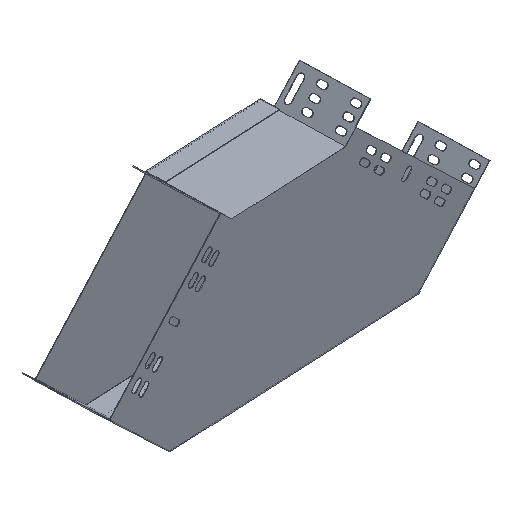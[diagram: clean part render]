
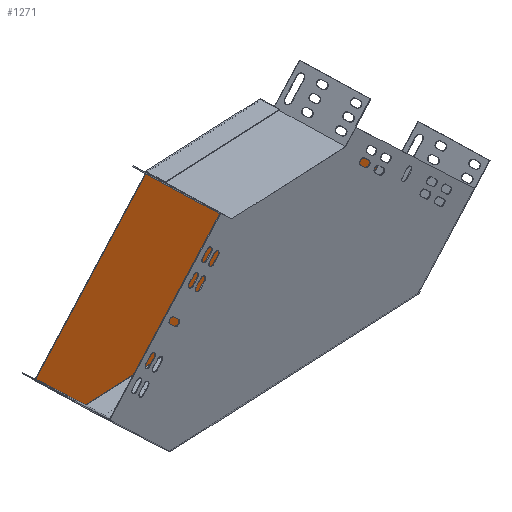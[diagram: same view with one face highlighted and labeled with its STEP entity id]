
A CAD part, isometric view. The second image highlights one B-rep face of the part: STEP entity #1271.
In plain terms, the highlighted planar face has unit normal (0.022, -1, 0.006).
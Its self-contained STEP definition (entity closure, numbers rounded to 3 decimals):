
#38 = LINE ( 'NONE', #887, #4788 ) ;
#148 = ORIENTED_EDGE ( 'NONE', *, *, #4984, .F. ) ;
#203 = CARTESIAN_POINT ( 'NONE',  ( 36.985, 108.885, 78.002 ) ) ;
#219 = DIRECTION ( 'NONE',  ( 0.726, 0.011, -0.688 ) ) ;
#288 = VECTOR ( 'NONE', #2378, 1000. ) ;
#353 = DIRECTION ( 'NONE',  ( -0.027, 0.006, 1. ) ) ;
#466 = CARTESIAN_POINT ( 'NONE',  ( -108.93, 106.592, 216.735 ) ) ;
#481 = CARTESIAN_POINT ( 'NONE',  ( 36.985, 108.885, 78.002 ) ) ;
#490 = VERTEX_POINT ( 'NONE', #4244 ) ;
#680 = DIRECTION ( 'NONE',  ( 0.999, 0.022, 0.027 ) ) ;
#701 = ORIENTED_EDGE ( 'NONE', *, *, #2708, .F. ) ;
#786 = CARTESIAN_POINT ( 'NONE',  ( -108.917, 106.589, 216.235 ) ) ;
#887 = CARTESIAN_POINT ( 'NONE',  ( -250.252, 103.487, 212.414 ) ) ;
#898 = VECTOR ( 'NONE', #353, 1000. ) ;
#1165 = VECTOR ( 'NONE', #680, 1000. ) ;
#1173 = VECTOR ( 'NONE', #6337, 1000. ) ;
#1250 = VERTEX_POINT ( 'NONE', #466 ) ;
#1271 = ADVANCED_FACE ( 'NONE', ( #7355 ), #2979, .T. ) ;
#1282 = ORIENTED_EDGE ( 'NONE', *, *, #3837, .T. ) ;
#1385 = CARTESIAN_POINT ( 'NONE',  ( -388.435, 99.547, 66.499 ) ) ;
#1414 = LINE ( 'NONE', #2253, #7879 ) ;
#1499 = ORIENTED_EDGE ( 'NONE', *, *, #4486, .F. ) ;
#1527 = LINE ( 'NONE', #5063, #4643 ) ;
#1748 = CARTESIAN_POINT ( 'NONE',  ( -250.266, 103.49, 212.913 ) ) ;
#1933 = CARTESIAN_POINT ( 'NONE',  ( -388.421, 99.544, 65.999 ) ) ;
#2014 = CARTESIAN_POINT ( 'NONE',  ( 36.999, 108.883, 77.503 ) ) ;
#2059 = VERTEX_POINT ( 'NONE', #3334 ) ;
#2253 = CARTESIAN_POINT ( 'NONE',  ( -250.266, 103.49, 212.913 ) ) ;
#2378 = DIRECTION ( 'NONE',  ( -0.999, -0.022, -0.027 ) ) ;
#2565 = ORIENTED_EDGE ( 'NONE', *, *, #3229, .T. ) ;
#2708 = EDGE_CURVE ( 'NONE', #5518, #3433, #4411, .T. ) ;
#2979 = PLANE ( 'NONE',  #4474 ) ;
#2995 = LINE ( 'NONE', #786, #7796 ) ;
#3016 = DIRECTION ( 'NONE',  ( 0.022, -1., 0.006 ) ) ;
#3100 = ORIENTED_EDGE ( 'NONE', *, *, #6499, .F. ) ;
#3229 = EDGE_CURVE ( 'NONE', #5518, #5276, #5998, .T. ) ;
#3334 = CARTESIAN_POINT ( 'NONE',  ( -250.266, 103.49, 212.913 ) ) ;
#3433 = VERTEX_POINT ( 'NONE', #1385 ) ;
#3605 = CARTESIAN_POINT ( 'NONE',  ( -388.421, 99.544, 65.999 ) ) ;
#3681 = ORIENTED_EDGE ( 'NONE', *, *, #6934, .T. ) ;
#3833 = EDGE_LOOP ( 'NONE', ( #148, #701, #2565, #1282, #1499, #4415, #7537, #3100, #3681, #4059 ) ) ;
#3837 = EDGE_CURVE ( 'NONE', #5276, #490, #7668, .T. ) ;
#3999 = VERTEX_POINT ( 'NONE', #203 ) ;
#4059 = ORIENTED_EDGE ( 'NONE', *, *, #6620, .T. ) ;
#4075 = CARTESIAN_POINT ( 'NONE',  ( -388.421, 99.544, 65.999 ) ) ;
#4147 = VECTOR ( 'NONE', #4832, 1000. ) ;
#4244 = CARTESIAN_POINT ( 'NONE',  ( -20.238, 107.251, 17.063 ) ) ;
#4411 = LINE ( 'NONE', #4075, #898 ) ;
#4415 = ORIENTED_EDGE ( 'NONE', *, *, #6668, .F. ) ;
#4474 = AXIS2_PLACEMENT_3D ( 'NONE', #481, #3016, #7430 ) ;
#4486 = EDGE_CURVE ( 'NONE', #7098, #490, #5983, .T. ) ;
#4643 = VECTOR ( 'NONE', #5712, 1000. ) ;
#4788 = VECTOR ( 'NONE', #7821, 1000. ) ;
#4832 = DIRECTION ( 'NONE',  ( 0.027, -0.006, -1. ) ) ;
#4836 = VERTEX_POINT ( 'NONE', #5098 ) ;
#4984 = EDGE_CURVE ( 'NONE', #3433, #7352, #38, .T. ) ;
#5047 = CARTESIAN_POINT ( 'NONE',  ( -20.238, 107.251, 17.063 ) ) ;
#5063 = CARTESIAN_POINT ( 'NONE',  ( -108.93, 106.592, 216.735 ) ) ;
#5098 = CARTESIAN_POINT ( 'NONE',  ( -108.917, 106.589, 216.235 ) ) ;
#5115 = CARTESIAN_POINT ( 'NONE',  ( 36.999, 108.883, 77.503 ) ) ;
#5276 = VERTEX_POINT ( 'NONE', #6497 ) ;
#5518 = VERTEX_POINT ( 'NONE', #3605 ) ;
#5712 = DIRECTION ( 'NONE',  ( 0.027, -0.006, -1. ) ) ;
#5760 = DIRECTION ( 'NONE',  ( -0.687, -0.02, -0.726 ) ) ;
#5832 = LINE ( 'NONE', #7387, #4147 ) ;
#5983 = LINE ( 'NONE', #2014, #7495 ) ;
#5998 = LINE ( 'NONE', #1933, #1173 ) ;
#6039 = DIRECTION ( 'NONE',  ( 0.027, -0.006, -1. ) ) ;
#6337 = DIRECTION ( 'NONE',  ( 0.726, 0.011, -0.688 ) ) ;
#6497 = CARTESIAN_POINT ( 'NONE',  ( -327.987, 100.495, 8.741 ) ) ;
#6499 = EDGE_CURVE ( 'NONE', #1250, #4836, #1527, .T. ) ;
#6620 = EDGE_CURVE ( 'NONE', #2059, #7352, #1414, .T. ) ;
#6668 = EDGE_CURVE ( 'NONE', #3999, #7098, #5832, .T. ) ;
#6934 = EDGE_CURVE ( 'NONE', #1250, #2059, #6959, .T. ) ;
#6959 = LINE ( 'NONE', #1748, #288 ) ;
#7098 = VERTEX_POINT ( 'NONE', #5115 ) ;
#7352 = VERTEX_POINT ( 'NONE', #7501 ) ;
#7355 = FACE_OUTER_BOUND ( 'NONE', #3833, .T. ) ;
#7387 = CARTESIAN_POINT ( 'NONE',  ( 36.985, 108.885, 78.002 ) ) ;
#7430 = DIRECTION ( 'NONE',  ( 0.027, -0.006, -1. ) ) ;
#7489 = EDGE_CURVE ( 'NONE', #4836, #3999, #2995, .T. ) ;
#7495 = VECTOR ( 'NONE', #5760, 1000. ) ;
#7501 = CARTESIAN_POINT ( 'NONE',  ( -250.252, 103.487, 212.414 ) ) ;
#7537 = ORIENTED_EDGE ( 'NONE', *, *, #7489, .F. ) ;
#7668 = LINE ( 'NONE', #5047, #1165 ) ;
#7796 = VECTOR ( 'NONE', #219, 1000. ) ;
#7821 = DIRECTION ( 'NONE',  ( 0.687, 0.02, 0.726 ) ) ;
#7879 = VECTOR ( 'NONE', #6039, 1000. ) ;
